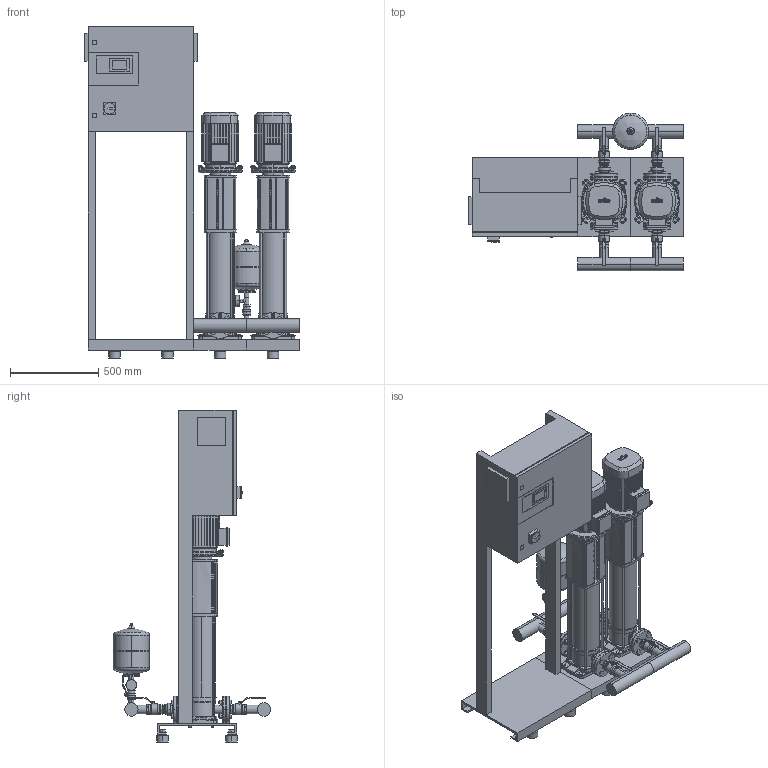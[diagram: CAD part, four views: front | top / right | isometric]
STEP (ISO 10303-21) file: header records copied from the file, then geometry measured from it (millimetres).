
FILE_DESCRIPTION((''),'2;1');
FILE_NAME('3d_CO-2HELIXV1015_K_CC-2534103.stp','2016-01-25T10:04:02',(''),(''),'Mechanical Desktop 2009','Mechanical Desktop 2009',', , ');
FILE_SCHEMA(('CONFIG_CONTROL_DESIGN'));
Length unit declared in the file: millimetre
Products named in the file (1): Product
Bounding box: 1220 x 895.05 x 1885 mm (x, y, z)
Volume: 187435021.8 mm3; surface area: 9143312.7 mm2
Topology: 109 solids, 109 shells, 4029 faces, 10497 edges, 6857 vertices
Faces by surface type: plane 1938, bspline 1145, cylinder 688, cone 164, torus 84, sphere 10
Entity records: 129512 total; most frequent: CARTESIAN_POINT 30349, ORIENTED_EDGE 20978, DIRECTION 19207, EDGE_CURVE 10489, VECTOR 7213, LINE 7213, VERTEX_POINT 6848, AXIS2_PLACEMENT_3D 5997
